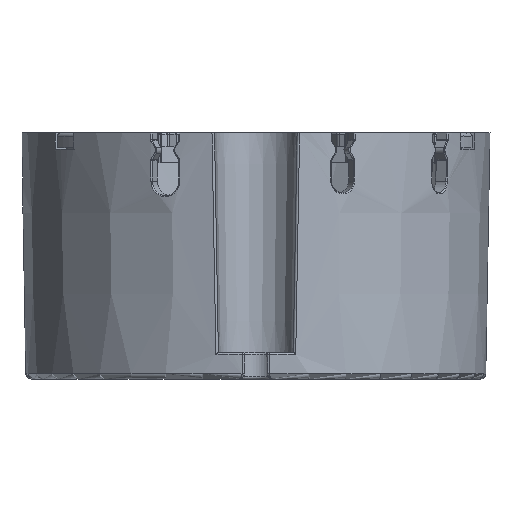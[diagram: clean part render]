
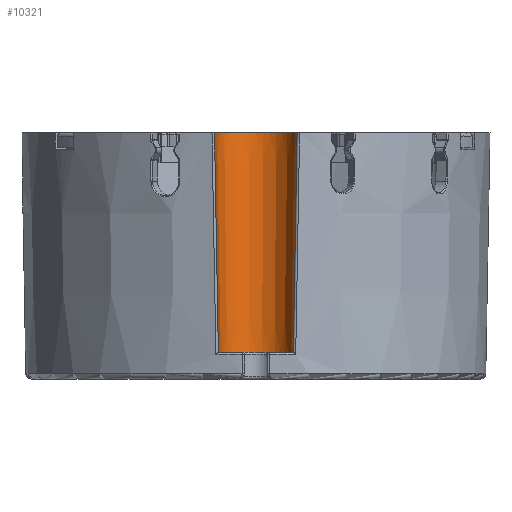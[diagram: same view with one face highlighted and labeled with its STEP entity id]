
A CAD part, left-side view. The second image highlights one B-rep face of the part: STEP entity #10321.
In plain terms, the highlighted conical face has half-angle 1 degrees and reference radius 3.679 mm.
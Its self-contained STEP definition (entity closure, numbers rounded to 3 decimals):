
#574=CARTESIAN_POINT('',(-20.,0.,2.5));
#575=DIRECTION('',(0.,0.,-1.));
#576=DIRECTION('',(0.,1.,0.));
#577=AXIS2_PLACEMENT_3D('',#574,#575,#576);
#579=CARTESIAN_POINT('',(-20.,0.,2.5));
#580=DIRECTION('',(0.,0.,-1.));
#581=DIRECTION('',(1.,0.,0.));
#582=AXIS2_PLACEMENT_3D('',#579,#580,#581);
#705=CARTESIAN_POINT('',(-20.,0.,23.));
#706=DIRECTION('',(0.,0.,1.));
#707=DIRECTION('',(0.,-1.,0.));
#708=AXIS2_PLACEMENT_3D('',#705,#706,#707);
#710=CARTESIAN_POINT('',(-20.,0.,23.));
#711=DIRECTION('',(0.,0.,1.));
#712=DIRECTION('',(1.,0.,0.));
#713=AXIS2_PLACEMENT_3D('',#710,#711,#712);
#2773=DIRECTION('',(0.,0.017,-1.));
#2774=VECTOR('',#2773,20.503);
#2775=CARTESIAN_POINT('',(-20.,-3.858,23.));
#2776=LINE('',#2775,#2774);
#2777=DIRECTION('',(0.,0.017,1.));
#2778=VECTOR('',#2777,20.503);
#2779=CARTESIAN_POINT('',(-20.,3.5,2.5));
#2780=LINE('',#2779,#2778);
#2925=CARTESIAN_POINT('',(-20.,3.5,2.5));
#2926=VERTEX_POINT('',#2925);
#2927=CARTESIAN_POINT('',(-16.5,0.,2.5));
#2928=VERTEX_POINT('',#2927);
#2929=CARTESIAN_POINT('',(-20.,-3.5,2.5));
#2930=VERTEX_POINT('',#2929);
#2981=CARTESIAN_POINT('',(-20.,-3.858,23.));
#2982=VERTEX_POINT('',#2981);
#2983=CARTESIAN_POINT('',(-16.142,0.,23.));
#2984=CARTESIAN_POINT('',(-20.,3.858,23.));
#2985=VERTEX_POINT('',#2983);
#2986=VERTEX_POINT('',#2984);
#10307=CARTESIAN_POINT('',(-20.,0.,12.75));
#10308=DIRECTION('',(0.,0.,1.));
#10309=DIRECTION('',(1.,0.,0.));
#10310=AXIS2_PLACEMENT_3D('',#10307,#10308,#10309);
#10311=CONICAL_SURFACE('',#10310,3.679,1.);
#10312=ORIENTED_EDGE('',*,*,#4080,.F.);
#10313=ORIENTED_EDGE('',*,*,#4078,.F.);
#10314=ORIENTED_EDGE('',*,*,#10300,.T.);
#10315=ORIENTED_EDGE('',*,*,#4000,.F.);
#10316=ORIENTED_EDGE('',*,*,#3998,.F.);
#10318=ORIENTED_EDGE('',*,*,#10317,.T.);
#10319=EDGE_LOOP('',(#10312,#10313,#10314,#10315,#10316,#10318));
#10320=FACE_OUTER_BOUND('',#10319,.F.);
#10321=ADVANCED_FACE('',(#10320),#10311,.F.);
#578=CIRCLE('',#577,3.5);
#583=CIRCLE('',#582,3.5);
#709=CIRCLE('',#708,3.858);
#714=CIRCLE('',#713,3.858);
#3998=EDGE_CURVE('',#2926,#2928,#578,.T.);
#4000=EDGE_CURVE('',#2928,#2930,#583,.T.);
#4078=EDGE_CURVE('',#2982,#2985,#709,.T.);
#4080=EDGE_CURVE('',#2985,#2986,#714,.T.);
#10300=EDGE_CURVE('',#2982,#2930,#2776,.T.);
#10317=EDGE_CURVE('',#2926,#2986,#2780,.T.);
